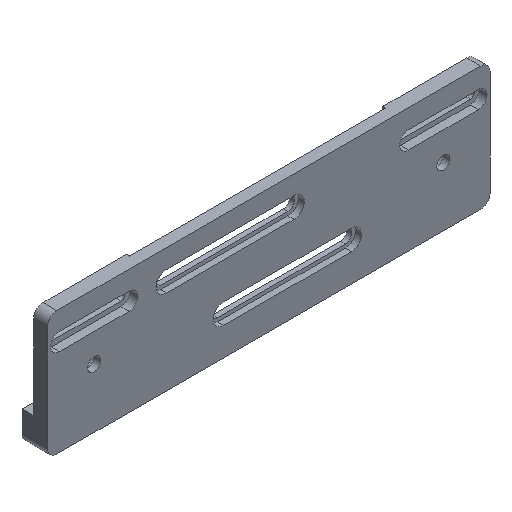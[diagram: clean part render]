
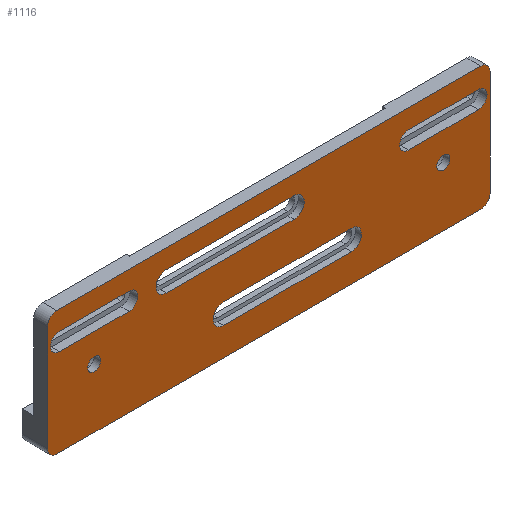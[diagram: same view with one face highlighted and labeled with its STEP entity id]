
A CAD part, isometric view. The second image highlights one B-rep face of the part: STEP entity #1116.
In plain terms, the highlighted planar face has unit normal (0, -1, 0).
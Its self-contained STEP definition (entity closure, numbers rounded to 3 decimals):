
#25=FACE_BOUND('',#189,.T.);
#26=FACE_BOUND('',#190,.T.);
#27=FACE_BOUND('',#191,.T.);
#28=FACE_BOUND('',#192,.T.);
#29=FACE_BOUND('',#193,.T.);
#30=FACE_BOUND('',#194,.T.);
#61=PLANE('',#1233);
#118=FACE_OUTER_BOUND('',#188,.T.);
#188=EDGE_LOOP('',(#959,#960,#961,#962,#963,#964,#965,#966));
#189=EDGE_LOOP('',(#967,#968,#969,#970));
#190=EDGE_LOOP('',(#971,#972,#973,#974));
#191=EDGE_LOOP('',(#975));
#192=EDGE_LOOP('',(#976));
#193=EDGE_LOOP('',(#977,#978,#979,#980));
#194=EDGE_LOOP('',(#981,#982,#983,#984));
#245=LINE('',#1685,#353);
#250=LINE('',#1699,#358);
#255=LINE('',#1718,#363);
#260=LINE('',#1732,#368);
#277=LINE('',#1791,#385);
#282=LINE('',#1805,#390);
#285=LINE('',#1816,#393);
#290=LINE('',#1830,#398);
#295=LINE('',#1849,#403);
#299=LINE('',#1856,#407);
#300=LINE('',#1860,#408);
#301=LINE('',#1864,#409);
#353=VECTOR('',#1345,10.);
#358=VECTOR('',#1358,10.);
#363=VECTOR('',#1377,10.);
#368=VECTOR('',#1390,10.);
#385=VECTOR('',#1463,10.);
#390=VECTOR('',#1476,10.);
#393=VECTOR('',#1489,10.);
#398=VECTOR('',#1502,10.);
#403=VECTOR('',#1523,10.);
#407=VECTOR('',#1529,10.);
#408=VECTOR('',#1532,10.);
#409=VECTOR('',#1535,10.);
#437=CIRCLE('',#1170,5.563);
#439=CIRCLE('',#1174,5.563);
#443=CIRCLE('',#1181,5.563);
#445=CIRCLE('',#1185,5.563);
#454=CIRCLE('',#1208,3.569);
#455=CIRCLE('',#1210,3.569);
#456=CIRCLE('',#1213,4.775);
#458=CIRCLE('',#1217,4.775);
#460=CIRCLE('',#1222,4.775);
#462=CIRCLE('',#1226,4.775);
#465=CIRCLE('',#1231,5.08);
#466=CIRCLE('',#1234,5.08);
#467=CIRCLE('',#1235,5.08);
#468=CIRCLE('',#1236,5.08);
#512=VERTEX_POINT('',#1683);
#513=VERTEX_POINT('',#1684);
#516=VERTEX_POINT('',#1692);
#518=VERTEX_POINT('',#1698);
#524=VERTEX_POINT('',#1716);
#525=VERTEX_POINT('',#1717);
#528=VERTEX_POINT('',#1725);
#530=VERTEX_POINT('',#1731);
#541=VERTEX_POINT('',#1781);
#542=VERTEX_POINT('',#1785);
#543=VERTEX_POINT('',#1789);
#544=VERTEX_POINT('',#1790);
#547=VERTEX_POINT('',#1798);
#549=VERTEX_POINT('',#1804);
#551=VERTEX_POINT('',#1814);
#552=VERTEX_POINT('',#1815);
#555=VERTEX_POINT('',#1823);
#557=VERTEX_POINT('',#1829);
#561=VERTEX_POINT('',#1842);
#562=VERTEX_POINT('',#1844);
#563=VERTEX_POINT('',#1848);
#565=VERTEX_POINT('',#1855);
#566=VERTEX_POINT('',#1857);
#567=VERTEX_POINT('',#1859);
#568=VERTEX_POINT('',#1861);
#569=VERTEX_POINT('',#1863);
#627=EDGE_CURVE('',#512,#513,#245,.T.);
#631=EDGE_CURVE('',#516,#512,#437,.T.);
#634=EDGE_CURVE('',#518,#516,#250,.T.);
#637=EDGE_CURVE('',#513,#518,#439,.T.);
#643=EDGE_CURVE('',#524,#525,#255,.T.);
#647=EDGE_CURVE('',#528,#524,#443,.T.);
#650=EDGE_CURVE('',#530,#528,#260,.T.);
#653=EDGE_CURVE('',#525,#530,#445,.T.);
#675=EDGE_CURVE('',#541,#541,#454,.T.);
#677=EDGE_CURVE('',#542,#542,#455,.T.);
#678=EDGE_CURVE('',#543,#544,#277,.T.);
#682=EDGE_CURVE('',#547,#543,#456,.T.);
#685=EDGE_CURVE('',#549,#547,#282,.T.);
#688=EDGE_CURVE('',#544,#549,#458,.T.);
#690=EDGE_CURVE('',#551,#552,#285,.T.);
#694=EDGE_CURVE('',#555,#551,#460,.T.);
#697=EDGE_CURVE('',#557,#555,#290,.T.);
#700=EDGE_CURVE('',#552,#557,#462,.T.);
#704=EDGE_CURVE('',#561,#562,#465,.T.);
#706=EDGE_CURVE('',#563,#562,#295,.T.);
#710=EDGE_CURVE('',#561,#565,#299,.T.);
#711=EDGE_CURVE('',#566,#565,#466,.T.);
#712=EDGE_CURVE('',#566,#567,#300,.T.);
#713=EDGE_CURVE('',#568,#567,#467,.T.);
#714=EDGE_CURVE('',#568,#569,#301,.T.);
#715=EDGE_CURVE('',#563,#569,#468,.T.);
#959=ORIENTED_EDGE('',*,*,#704,.F.);
#960=ORIENTED_EDGE('',*,*,#710,.T.);
#961=ORIENTED_EDGE('',*,*,#711,.F.);
#962=ORIENTED_EDGE('',*,*,#712,.T.);
#963=ORIENTED_EDGE('',*,*,#713,.F.);
#964=ORIENTED_EDGE('',*,*,#714,.T.);
#965=ORIENTED_EDGE('',*,*,#715,.F.);
#966=ORIENTED_EDGE('',*,*,#706,.T.);
#967=ORIENTED_EDGE('',*,*,#627,.T.);
#968=ORIENTED_EDGE('',*,*,#637,.T.);
#969=ORIENTED_EDGE('',*,*,#634,.T.);
#970=ORIENTED_EDGE('',*,*,#631,.T.);
#971=ORIENTED_EDGE('',*,*,#643,.T.);
#972=ORIENTED_EDGE('',*,*,#653,.T.);
#973=ORIENTED_EDGE('',*,*,#650,.T.);
#974=ORIENTED_EDGE('',*,*,#647,.T.);
#975=ORIENTED_EDGE('',*,*,#675,.T.);
#976=ORIENTED_EDGE('',*,*,#677,.T.);
#977=ORIENTED_EDGE('',*,*,#678,.T.);
#978=ORIENTED_EDGE('',*,*,#688,.T.);
#979=ORIENTED_EDGE('',*,*,#685,.T.);
#980=ORIENTED_EDGE('',*,*,#682,.T.);
#981=ORIENTED_EDGE('',*,*,#690,.T.);
#982=ORIENTED_EDGE('',*,*,#700,.T.);
#983=ORIENTED_EDGE('',*,*,#697,.T.);
#984=ORIENTED_EDGE('',*,*,#694,.T.);
#1116=ADVANCED_FACE('',(#118,#25,#26,#27,#28,#29,#30),#61,.F.);
#1170=AXIS2_PLACEMENT_3D('',#1693,#1351,#1352);
#1174=AXIS2_PLACEMENT_3D('',#1704,#1363,#1364);
#1181=AXIS2_PLACEMENT_3D('',#1726,#1383,#1384);
#1185=AXIS2_PLACEMENT_3D('',#1737,#1395,#1396);
#1208=AXIS2_PLACEMENT_3D('',#1783,#1454,#1455);
#1210=AXIS2_PLACEMENT_3D('',#1787,#1459,#1460);
#1213=AXIS2_PLACEMENT_3D('',#1799,#1469,#1470);
#1217=AXIS2_PLACEMENT_3D('',#1810,#1481,#1482);
#1222=AXIS2_PLACEMENT_3D('',#1824,#1495,#1496);
#1226=AXIS2_PLACEMENT_3D('',#1835,#1507,#1508);
#1231=AXIS2_PLACEMENT_3D('',#1845,#1518,#1519);
#1233=AXIS2_PLACEMENT_3D('',#1854,#1527,#1528);
#1234=AXIS2_PLACEMENT_3D('',#1858,#1530,#1531);
#1235=AXIS2_PLACEMENT_3D('',#1862,#1533,#1534);
#1236=AXIS2_PLACEMENT_3D('',#1865,#1536,#1537);
#1345=DIRECTION('',(-1.,0.,0.));
#1351=DIRECTION('center_axis',(0.,1.,0.));
#1352=DIRECTION('ref_axis',(1.,0.,0.));
#1358=DIRECTION('',(1.,0.,0.));
#1363=DIRECTION('center_axis',(0.,1.,0.));
#1364=DIRECTION('ref_axis',(1.,0.,0.));
#1377=DIRECTION('',(-1.,0.,0.));
#1383=DIRECTION('center_axis',(0.,1.,0.));
#1384=DIRECTION('ref_axis',(1.,0.,0.));
#1390=DIRECTION('',(1.,0.,0.));
#1395=DIRECTION('center_axis',(0.,1.,0.));
#1396=DIRECTION('ref_axis',(1.,0.,0.));
#1454=DIRECTION('center_axis',(0.,1.,0.));
#1455=DIRECTION('ref_axis',(-1.,0.,0.));
#1459=DIRECTION('center_axis',(0.,1.,0.));
#1460=DIRECTION('ref_axis',(-1.,0.,0.));
#1463=DIRECTION('',(-1.,0.,0.));
#1469=DIRECTION('center_axis',(0.,1.,0.));
#1470=DIRECTION('ref_axis',(0.,0.,-1.));
#1476=DIRECTION('',(1.,0.,0.));
#1481=DIRECTION('center_axis',(0.,1.,0.));
#1482=DIRECTION('ref_axis',(0.159,0.,0.987));
#1489=DIRECTION('',(-1.,0.,0.));
#1495=DIRECTION('center_axis',(0.,1.,0.));
#1496=DIRECTION('ref_axis',(0.,0.,-1.));
#1502=DIRECTION('',(1.,0.,0.));
#1507=DIRECTION('center_axis',(0.,1.,0.));
#1508=DIRECTION('ref_axis',(0.,0.,1.));
#1518=DIRECTION('center_axis',(0.,1.,0.));
#1519=DIRECTION('ref_axis',(-0.707,0.,0.707));
#1523=DIRECTION('',(-1.,0.,0.));
#1527=DIRECTION('center_axis',(0.,1.,0.));
#1528=DIRECTION('ref_axis',(1.,0.,0.));
#1529=DIRECTION('',(0.,0.,-1.));
#1530=DIRECTION('center_axis',(0.,1.,0.));
#1531=DIRECTION('ref_axis',(-0.707,0.,-0.707));
#1532=DIRECTION('',(1.,0.,0.));
#1533=DIRECTION('center_axis',(0.,1.,0.));
#1534=DIRECTION('ref_axis',(0.707,0.,-0.707));
#1535=DIRECTION('',(0.,0.,1.));
#1536=DIRECTION('center_axis',(0.,1.,0.));
#1537=DIRECTION('ref_axis',(0.707,0.,0.707));
#1683=CARTESIAN_POINT('',(77.917,0.,16.862));
#1684=CARTESIAN_POINT('',(8.197,0.,16.862));
#1685=CARTESIAN_POINT('',(71.039,0.,16.862));
#1692=CARTESIAN_POINT('',(77.917,0.,27.987));
#1693=CARTESIAN_POINT('Origin',(77.917,0.,22.424));
#1698=CARTESIAN_POINT('',(8.197,0.,27.987));
#1699=CARTESIAN_POINT('',(36.179,0.,27.987));
#1704=CARTESIAN_POINT('Origin',(8.197,0.,22.424));
#1716=CARTESIAN_POINT('',(109.18,0.,-14.046));
#1717=CARTESIAN_POINT('',(39.46,0.,-14.046));
#1718=CARTESIAN_POINT('',(86.67,0.,-14.046));
#1725=CARTESIAN_POINT('',(109.18,0.,-2.921));
#1726=CARTESIAN_POINT('Origin',(109.18,0.,-8.484));
#1731=CARTESIAN_POINT('',(39.46,0.,-2.921));
#1732=CARTESIAN_POINT('',(51.81,0.,-2.921));
#1737=CARTESIAN_POINT('Origin',(39.46,0.,-8.484));
#1781=CARTESIAN_POINT('',(-27.521,0.,2.938));
#1783=CARTESIAN_POINT('Origin',(-31.089,0.,2.938));
#1785=CARTESIAN_POINT('',(162.979,0.,2.938));
#1787=CARTESIAN_POINT('Origin',(159.411,0.,2.938));
#1789=CARTESIAN_POINT('',(178.461,0.,18.371));
#1790=CARTESIAN_POINT('',(140.361,0.,18.371));
#1791=CARTESIAN_POINT('',(121.311,0.,18.371));
#1798=CARTESIAN_POINT('',(178.461,0.,27.921));
#1799=CARTESIAN_POINT('Origin',(178.461,0.,23.146));
#1804=CARTESIAN_POINT('',(140.361,0.,27.921));
#1805=CARTESIAN_POINT('',(102.261,0.,27.921));
#1810=CARTESIAN_POINT('Origin',(140.361,0.,23.146));
#1814=CARTESIAN_POINT('',(-12.039,0.,18.371));
#1815=CARTESIAN_POINT('',(-50.139,0.,18.371));
#1816=CARTESIAN_POINT('',(26.061,0.,18.371));
#1823=CARTESIAN_POINT('',(-12.039,0.,27.921));
#1824=CARTESIAN_POINT('Origin',(-12.039,0.,23.146));
#1829=CARTESIAN_POINT('',(-50.139,0.,27.921));
#1830=CARTESIAN_POINT('',(7.011,0.,27.921));
#1835=CARTESIAN_POINT('Origin',(-50.139,0.,23.146));
#1842=CARTESIAN_POINT('',(-56.489,0.,33.306));
#1844=CARTESIAN_POINT('',(-51.409,0.,38.386));
#1845=CARTESIAN_POINT('Origin',(-51.409,0.,33.306));
#1848=CARTESIAN_POINT('',(179.731,0.,38.386));
#1849=CARTESIAN_POINT('',(184.811,0.,38.386));
#1854=CARTESIAN_POINT('Origin',(64.161,0.,4.522));
#1855=CARTESIAN_POINT('',(-56.489,0.,-24.261));
#1856=CARTESIAN_POINT('',(-56.489,0.,38.386));
#1857=CARTESIAN_POINT('',(-51.409,0.,-29.341));
#1858=CARTESIAN_POINT('Origin',(-51.409,0.,-24.261));
#1859=CARTESIAN_POINT('',(179.731,0.,-29.341));
#1860=CARTESIAN_POINT('',(-56.489,0.,-29.341));
#1861=CARTESIAN_POINT('',(184.811,0.,-24.261));
#1862=CARTESIAN_POINT('Origin',(179.731,0.,-24.261));
#1863=CARTESIAN_POINT('',(184.811,0.,33.306));
#1864=CARTESIAN_POINT('',(184.811,0.,-29.341));
#1865=CARTESIAN_POINT('Origin',(179.731,0.,33.306));
